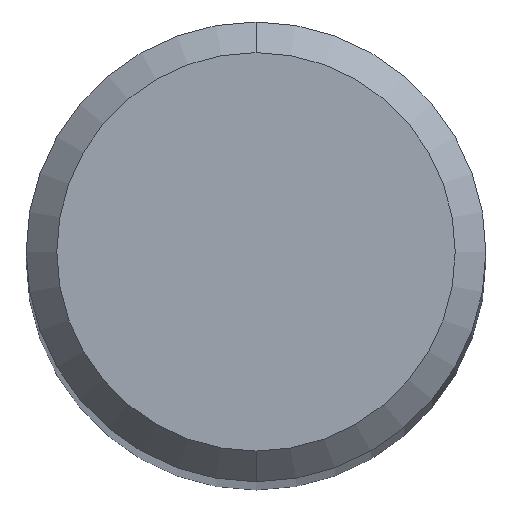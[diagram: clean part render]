
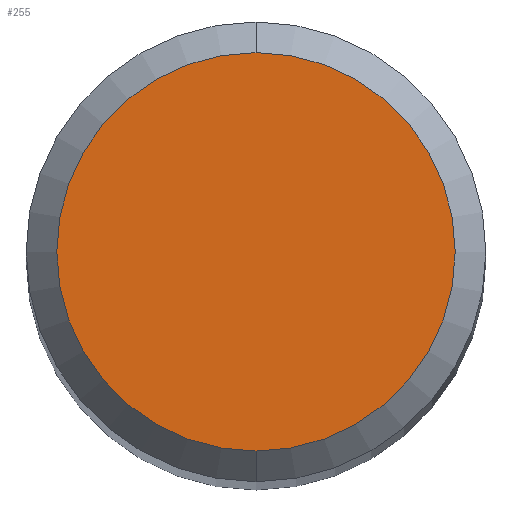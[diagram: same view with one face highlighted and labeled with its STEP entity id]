
A CAD part, top view. The second image highlights one B-rep face of the part: STEP entity #255.
In plain terms, the highlighted planar face has unit normal (0, 0, 1).
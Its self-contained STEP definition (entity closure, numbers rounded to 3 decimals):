
#183=VERTEX_POINT('',#502);
#219=EDGE_CURVE('',#183,#451,#540,.T.);
#255=ADVANCED_FACE('',(#579),#580,.T.);
#285=EDGE_CURVE('',#451,#183,#611,.T.);
#451=VERTEX_POINT('',#799);
#502=CARTESIAN_POINT('',(0.0,2.6,0.0));
#540=CIRCLE('',#959,2.6);
#579=FACE_OUTER_BOUND('',#1006,.T.);
#580=PLANE('',#1007);
#611=CIRCLE('',#1123,2.6);
#799=CARTESIAN_POINT('',(0.,-2.6,0.0));
#959=AXIS2_PLACEMENT_3D('',#1526,#1527,#1528);
#1006=EDGE_LOOP('',(#1568,#1569));
#1007=AXIS2_PLACEMENT_3D('',#1570,#1571,#1572);
#1123=AXIS2_PLACEMENT_3D('',#1596,#1597,#1598);
#1526=CARTESIAN_POINT('',(0.0,0.0,0.0));
#1527=DIRECTION('',(0.0,0.0,-1.0));
#1528=DIRECTION('',(0.0,1.0,0.0));
#1568=ORIENTED_EDGE('',*,*,#219,.F.);
#1569=ORIENTED_EDGE('',*,*,#285,.F.);
#1570=CARTESIAN_POINT('',(0.0,1.3,0.0));
#1571=DIRECTION('',(-0.0,0.0,1.0));
#1572=DIRECTION('',(0.0,-1.0,0.0));
#1596=CARTESIAN_POINT('',(0.0,0.0,0.0));
#1597=DIRECTION('',(0.0,0.0,-1.0));
#1598=DIRECTION('',(0.0,1.0,0.0));
